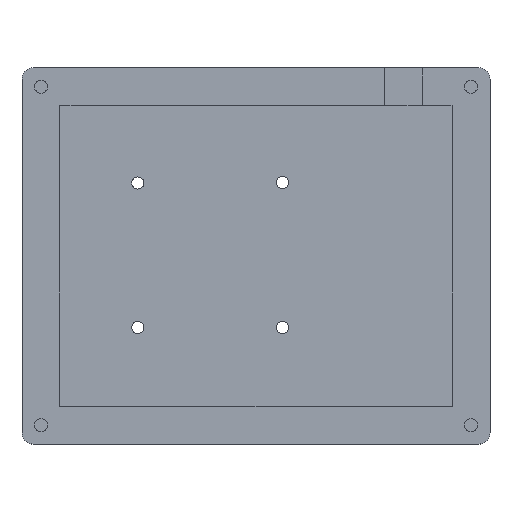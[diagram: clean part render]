
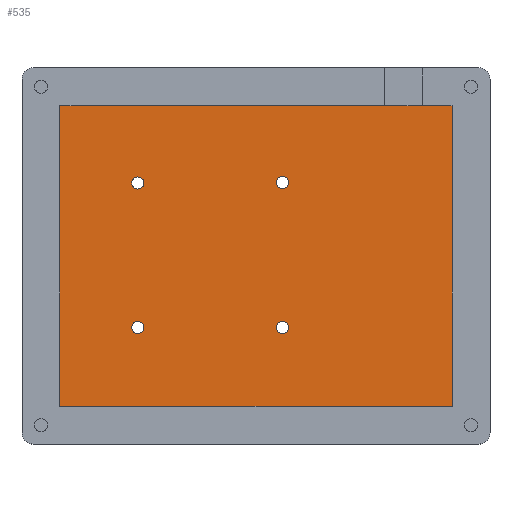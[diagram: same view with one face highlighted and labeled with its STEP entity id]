
A CAD part, top view. The second image highlights one B-rep face of the part: STEP entity #535.
In plain terms, the highlighted planar face has unit normal (0, 0, 1).
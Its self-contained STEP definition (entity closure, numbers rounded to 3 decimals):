
#35=FACE_BOUND('',#100,.T.);
#36=FACE_BOUND('',#101,.T.);
#37=FACE_BOUND('',#102,.T.);
#38=FACE_BOUND('',#103,.T.);
#61=FACE_OUTER_BOUND('',#99,.T.);
#99=EDGE_LOOP('',(#471,#472,#473,#474));
#100=EDGE_LOOP('',(#475));
#101=EDGE_LOOP('',(#476));
#102=EDGE_LOOP('',(#477));
#103=EDGE_LOOP('',(#478));
#147=LINE('',#873,#195);
#150=LINE('',#878,#198);
#152=LINE('',#882,#200);
#154=LINE('',#885,#202);
#195=VECTOR('',#711,10.);
#198=VECTOR('',#716,10.);
#200=VECTOR('',#720,10.);
#202=VECTOR('',#724,10.);
#215=CIRCLE('',#555,1.6);
#216=CIRCLE('',#557,1.6);
#217=CIRCLE('',#559,1.6);
#218=CIRCLE('',#561,1.6);
#243=VERTEX_POINT('',#784);
#244=VERTEX_POINT('',#788);
#245=VERTEX_POINT('',#792);
#246=VERTEX_POINT('',#796);
#271=VERTEX_POINT('',#870);
#272=VERTEX_POINT('',#872);
#273=VERTEX_POINT('',#876);
#274=VERTEX_POINT('',#880);
#291=EDGE_CURVE('',#243,#243,#215,.T.);
#293=EDGE_CURVE('',#244,#244,#216,.T.);
#295=EDGE_CURVE('',#245,#245,#217,.T.);
#297=EDGE_CURVE('',#246,#246,#218,.T.);
#335=EDGE_CURVE('',#271,#272,#147,.T.);
#338=EDGE_CURVE('',#273,#271,#150,.T.);
#340=EDGE_CURVE('',#274,#273,#152,.T.);
#342=EDGE_CURVE('',#272,#274,#154,.T.);
#471=ORIENTED_EDGE('',*,*,#342,.F.);
#472=ORIENTED_EDGE('',*,*,#335,.F.);
#473=ORIENTED_EDGE('',*,*,#338,.F.);
#474=ORIENTED_EDGE('',*,*,#340,.F.);
#475=ORIENTED_EDGE('',*,*,#291,.T.);
#476=ORIENTED_EDGE('',*,*,#293,.T.);
#477=ORIENTED_EDGE('',*,*,#295,.T.);
#478=ORIENTED_EDGE('',*,*,#297,.T.);
#508=PLANE('',#588);
#535=ADVANCED_FACE('',(#61,#35,#36,#37,#38),#508,.T.);
#555=AXIS2_PLACEMENT_3D('',#785,#625,#626);
#557=AXIS2_PLACEMENT_3D('',#789,#630,#631);
#559=AXIS2_PLACEMENT_3D('',#793,#635,#636);
#561=AXIS2_PLACEMENT_3D('',#797,#640,#641);
#588=AXIS2_PLACEMENT_3D('',#891,#732,#733);
#625=DIRECTION('center_axis',(0.,0.,-1.));
#626=DIRECTION('ref_axis',(1.,0.,0.));
#630=DIRECTION('center_axis',(0.,0.,-1.));
#631=DIRECTION('ref_axis',(1.,0.,0.));
#635=DIRECTION('center_axis',(0.,0.,-1.));
#636=DIRECTION('ref_axis',(1.,0.,0.));
#640=DIRECTION('center_axis',(0.,0.,-1.));
#641=DIRECTION('ref_axis',(1.,0.,0.));
#711=DIRECTION('',(0.,1.,0.));
#716=DIRECTION('',(-1.,0.,0.));
#720=DIRECTION('',(0.,-1.,0.));
#724=DIRECTION('',(1.,0.,0.));
#732=DIRECTION('center_axis',(0.,0.,1.));
#733=DIRECTION('ref_axis',(1.,0.,0.));
#784=CARTESIAN_POINT('',(57.,20.75,3.));
#785=CARTESIAN_POINT('Origin',(58.6,20.75,3.));
#788=CARTESIAN_POINT('',(57.,58.85,3.));
#789=CARTESIAN_POINT('Origin',(58.6,58.85,3.));
#792=CARTESIAN_POINT('',(18.9,20.75,3.));
#793=CARTESIAN_POINT('Origin',(20.5,20.75,3.));
#796=CARTESIAN_POINT('',(18.9,58.75,3.));
#797=CARTESIAN_POINT('Origin',(20.5,58.75,3.));
#870=CARTESIAN_POINT('',(0.,0.,3.));
#872=CARTESIAN_POINT('',(0.,79.06,3.));
#873=CARTESIAN_POINT('',(0.,19.765,3.));
#876=CARTESIAN_POINT('',(103.2,0.,3.));
#878=CARTESIAN_POINT('',(77.4,0.,3.));
#880=CARTESIAN_POINT('',(103.2,79.06,3.));
#882=CARTESIAN_POINT('',(103.2,59.295,3.));
#885=CARTESIAN_POINT('',(25.8,79.06,3.));
#891=CARTESIAN_POINT('Origin',(51.6,39.53,3.));
